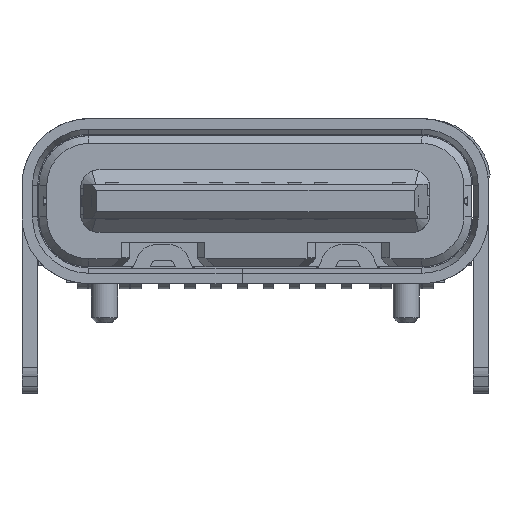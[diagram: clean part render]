
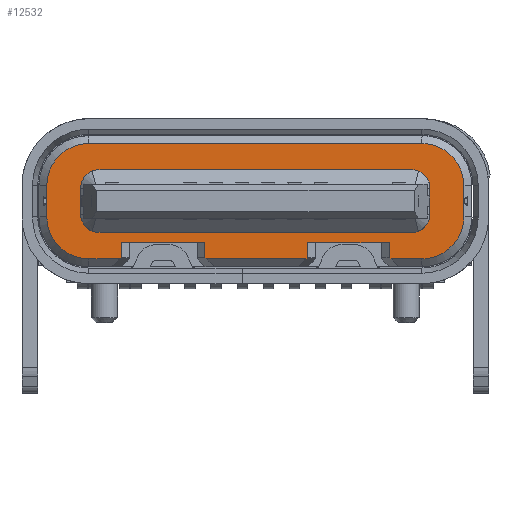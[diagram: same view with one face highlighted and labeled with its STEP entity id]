
A CAD part, front view. The second image highlights one B-rep face of the part: STEP entity #12532.
In plain terms, the highlighted face is planar.
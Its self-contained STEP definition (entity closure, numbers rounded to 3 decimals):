
#548=CIRCLE('',#15809,0.35);
#549=CIRCLE('',#15812,0.35);
#550=CIRCLE('',#15815,0.35);
#551=CIRCLE('',#15818,0.35);
#552=CIRCLE('',#15837,0.804);
#553=CIRCLE('',#15855,0.804);
#554=CIRCLE('',#15862,0.804);
#555=CIRCLE('',#15863,0.804);
#3540=ORIENTED_EDGE('',*,*,#5791,.T.);
#3541=ORIENTED_EDGE('',*,*,#5792,.F.);
#3542=ORIENTED_EDGE('',*,*,#5793,.T.);
#3543=ORIENTED_EDGE('',*,*,#5794,.F.);
#3544=ORIENTED_EDGE('',*,*,#5709,.T.);
#3545=ORIENTED_EDGE('',*,*,#5698,.F.);
#3546=ORIENTED_EDGE('',*,*,#5694,.F.);
#3547=ORIENTED_EDGE('',*,*,#5692,.T.);
#3548=ORIENTED_EDGE('',*,*,#5691,.F.);
#3549=ORIENTED_EDGE('',*,*,#5688,.F.);
#3550=ORIENTED_EDGE('',*,*,#5686,.F.);
#3551=ORIENTED_EDGE('',*,*,#5683,.F.);
#3552=ORIENTED_EDGE('',*,*,#5679,.F.);
#3553=ORIENTED_EDGE('',*,*,#5677,.F.);
#3554=ORIENTED_EDGE('',*,*,#5675,.F.);
#3555=ORIENTED_EDGE('',*,*,#5673,.F.);
#3556=ORIENTED_EDGE('',*,*,#5671,.F.);
#3557=ORIENTED_EDGE('',*,*,#5669,.F.);
#3558=ORIENTED_EDGE('',*,*,#5778,.T.);
#3559=ORIENTED_EDGE('',*,*,#5795,.F.);
#3560=ORIENTED_EDGE('',*,*,#5665,.T.);
#3561=ORIENTED_EDGE('',*,*,#5664,.F.);
#3562=ORIENTED_EDGE('',*,*,#5661,.T.);
#3563=ORIENTED_EDGE('',*,*,#5659,.T.);
#3564=ORIENTED_EDGE('',*,*,#5658,.T.);
#3565=ORIENTED_EDGE('',*,*,#5656,.T.);
#3566=ORIENTED_EDGE('',*,*,#5653,.T.);
#3567=ORIENTED_EDGE('',*,*,#5652,.T.);
#5652=EDGE_CURVE('',#7002,#7003,#8344,.T.);
#5653=EDGE_CURVE('',#7004,#7002,#548,.T.);
#5656=EDGE_CURVE('',#7005,#7004,#8347,.T.);
#5658=EDGE_CURVE('',#7006,#7005,#549,.T.);
#5659=EDGE_CURVE('',#7007,#7006,#8349,.T.);
#5661=EDGE_CURVE('',#7008,#7007,#550,.T.);
#5664=EDGE_CURVE('',#7008,#7009,#8353,.T.);
#5665=EDGE_CURVE('',#7003,#7009,#551,.T.);
#5669=EDGE_CURVE('',#7013,#7010,#8357,.T.);
#5671=EDGE_CURVE('',#7010,#7014,#8359,.T.);
#5673=EDGE_CURVE('',#7014,#7015,#8361,.T.);
#5675=EDGE_CURVE('',#7015,#7016,#8363,.T.);
#5677=EDGE_CURVE('',#7016,#7017,#8365,.T.);
#5679=EDGE_CURVE('',#7017,#7018,#8367,.T.);
#5683=EDGE_CURVE('',#7018,#7021,#8371,.T.);
#5686=EDGE_CURVE('',#7021,#7022,#8374,.T.);
#5688=EDGE_CURVE('',#7022,#7023,#8376,.T.);
#5691=EDGE_CURVE('',#7023,#7024,#8379,.T.);
#5692=EDGE_CURVE('',#7025,#7024,#8380,.T.);
#5694=EDGE_CURVE('',#7025,#7026,#8382,.T.);
#5698=EDGE_CURVE('',#7026,#7029,#8386,.T.);
#5709=EDGE_CURVE('',#7036,#7029,#552,.T.);
#5778=EDGE_CURVE('',#7013,#7103,#553,.T.);
#5791=EDGE_CURVE('',#7112,#7113,#554,.T.);
#5792=EDGE_CURVE('',#7114,#7113,#8475,.T.);
#5793=EDGE_CURVE('',#7114,#7115,#555,.T.);
#5794=EDGE_CURVE('',#7036,#7115,#8476,.T.);
#5795=EDGE_CURVE('',#7112,#7103,#8477,.T.);
#7002=VERTEX_POINT('',#22375);
#7003=VERTEX_POINT('',#22377);
#7004=VERTEX_POINT('',#22381);
#7005=VERTEX_POINT('',#22385);
#7006=VERTEX_POINT('',#22389);
#7007=VERTEX_POINT('',#22393);
#7008=VERTEX_POINT('',#22397);
#7009=VERTEX_POINT('',#22401);
#7010=VERTEX_POINT('',#22407);
#7013=VERTEX_POINT('',#22412);
#7014=VERTEX_POINT('',#22417);
#7015=VERTEX_POINT('',#22421);
#7016=VERTEX_POINT('',#22425);
#7017=VERTEX_POINT('',#22429);
#7018=VERTEX_POINT('',#22433);
#7021=VERTEX_POINT('',#22441);
#7022=VERTEX_POINT('',#22446);
#7023=VERTEX_POINT('',#22450);
#7024=VERTEX_POINT('',#22454);
#7025=VERTEX_POINT('',#22458);
#7026=VERTEX_POINT('',#22462);
#7029=VERTEX_POINT('',#22470);
#7036=VERTEX_POINT('',#22493);
#7103=VERTEX_POINT('',#22653);
#7112=VERTEX_POINT('',#22682);
#7113=VERTEX_POINT('',#22683);
#7114=VERTEX_POINT('',#22685);
#7115=VERTEX_POINT('',#22687);
#8344=LINE('',#22378,#9790);
#8347=LINE('',#22386,#9793);
#8349=LINE('',#22392,#9795);
#8353=LINE('',#22402,#9799);
#8357=LINE('',#22413,#9803);
#8359=LINE('',#22416,#9805);
#8361=LINE('',#22420,#9807);
#8363=LINE('',#22424,#9809);
#8365=LINE('',#22428,#9811);
#8367=LINE('',#22432,#9813);
#8371=LINE('',#22440,#9817);
#8374=LINE('',#22445,#9820);
#8376=LINE('',#22449,#9822);
#8379=LINE('',#22455,#9825);
#8380=LINE('',#22457,#9826);
#8382=LINE('',#22461,#9828);
#8386=LINE('',#22469,#9832);
#8475=LINE('',#22684,#9921);
#8476=LINE('',#22688,#9922);
#8477=LINE('',#22689,#9923);
#9790=VECTOR('',#18679,1000.);
#9793=VECTOR('',#18688,1000.);
#9795=VECTOR('',#18696,1000.);
#9799=VECTOR('',#18706,1000.);
#9803=VECTOR('',#18716,1000.);
#9805=VECTOR('',#18720,1000.);
#9807=VECTOR('',#18724,1000.);
#9809=VECTOR('',#18728,1000.);
#9811=VECTOR('',#18732,1000.);
#9813=VECTOR('',#18736,1000.);
#9817=VECTOR('',#18742,1000.);
#9820=VECTOR('',#18747,1000.);
#9822=VECTOR('',#18751,1000.);
#9825=VECTOR('',#18756,1000.);
#9826=VECTOR('',#18759,1000.);
#9828=VECTOR('',#18763,1000.);
#9832=VECTOR('',#18769,1000.);
#9921=VECTOR('',#18920,1000.);
#9922=VECTOR('',#18923,1000.);
#9923=VECTOR('',#18924,1000.);
#10718=EDGE_LOOP('',(#3540,#3541,#3542,#3543,#3544,#3545,#3546,#3547,#3548,
#3549,#3550,#3551,#3552,#3553,#3554,#3555,#3556,#3557,#3558,#3559));
#10719=EDGE_LOOP('',(#3560,#3561,#3562,#3563,#3564,#3565,#3566,#3567));
#11404=FACE_BOUND('',#10718,.T.);
#11405=FACE_BOUND('',#10719,.T.);
#11903=PLANE('',#15861);
#12532=ADVANCED_FACE('',(#11404,#11405),#11903,.T.);
#15809=AXIS2_PLACEMENT_3D('',#22380,#18682,#18683);
#15812=AXIS2_PLACEMENT_3D('',#22390,#18692,#18693);
#15815=AXIS2_PLACEMENT_3D('',#22396,#18700,#18701);
#15818=AXIS2_PLACEMENT_3D('',#22404,#18709,#18710);
#15837=AXIS2_PLACEMENT_3D('',#22492,#18790,#18791);
#15855=AXIS2_PLACEMENT_3D('',#22654,#18892,#18893);
#15861=AXIS2_PLACEMENT_3D('',#22680,#18916,#18917);
#15862=AXIS2_PLACEMENT_3D('',#22681,#18918,#18919);
#15863=AXIS2_PLACEMENT_3D('',#22686,#18921,#18922);
#18679=DIRECTION('',(-1.,0.,0.));
#18682=DIRECTION('',(0.,-1.,0.));
#18683=DIRECTION('',(-1.,0.,0.));
#18688=DIRECTION('',(0.,0.,1.));
#18692=DIRECTION('',(0.,-1.,0.));
#18693=DIRECTION('',(-1.,0.,0.));
#18696=DIRECTION('',(1.,0.,0.));
#18700=DIRECTION('',(0.,-1.,0.));
#18701=DIRECTION('',(-1.,0.,0.));
#18706=DIRECTION('',(0.,0.,1.));
#18709=DIRECTION('',(0.,-1.,0.));
#18710=DIRECTION('',(-1.,0.,0.));
#18716=DIRECTION('',(1.,0.,0.));
#18720=DIRECTION('',(0.894,0.,0.447));
#18724=DIRECTION('',(0.,0.,1.));
#18728=DIRECTION('',(1.,0.,0.));
#18732=DIRECTION('',(0.,0.,-1.));
#18736=DIRECTION('',(0.894,0.,-0.447));
#18742=DIRECTION('',(1.,0.,0.));
#18747=DIRECTION('',(0.894,0.,0.447));
#18751=DIRECTION('',(0.,0.,1.));
#18756=DIRECTION('',(1.,0.,0.));
#18759=DIRECTION('',(0.,0.,1.));
#18763=DIRECTION('',(0.894,0.,-0.447));
#18769=DIRECTION('',(1.,0.,0.));
#18790=DIRECTION('',(0.,1.,0.));
#18791=DIRECTION('',(-1.,0.,0.));
#18892=DIRECTION('',(0.,1.,0.));
#18893=DIRECTION('',(-1.,0.,0.));
#18916=DIRECTION('',(0.,1.,0.));
#18917=DIRECTION('',(-1.,0.,0.));
#18918=DIRECTION('',(0.,1.,0.));
#18919=DIRECTION('',(-1.,0.,0.));
#18920=DIRECTION('',(-1.,0.,0.));
#18921=DIRECTION('',(0.,1.,0.));
#18922=DIRECTION('',(-1.,0.,0.));
#18923=DIRECTION('',(0.,0.,1.));
#18924=DIRECTION('',(0.,0.,-1.));
#22375=CARTESIAN_POINT('',(2.995,6.35,2.28));
#22377=CARTESIAN_POINT('',(-2.995,6.35,2.28));
#22378=CARTESIAN_POINT('',(-1.143,6.35,2.28));
#22380=CARTESIAN_POINT('',(2.995,6.35,1.93));
#22381=CARTESIAN_POINT('',(3.345,6.35,1.93));
#22385=CARTESIAN_POINT('',(3.345,6.35,1.43));
#22386=CARTESIAN_POINT('',(3.345,6.35,0.385));
#22389=CARTESIAN_POINT('',(2.995,6.35,1.08));
#22390=CARTESIAN_POINT('',(2.995,6.35,1.43));
#22392=CARTESIAN_POINT('',(-1.143,6.35,1.08));
#22393=CARTESIAN_POINT('',(-2.995,6.35,1.08));
#22396=CARTESIAN_POINT('',(-2.995,6.35,1.43));
#22397=CARTESIAN_POINT('',(-3.345,6.35,1.43));
#22401=CARTESIAN_POINT('',(-3.345,6.35,1.93));
#22402=CARTESIAN_POINT('',(-3.345,6.35,1.944));
#22404=CARTESIAN_POINT('',(-2.995,6.35,1.93));
#22407=CARTESIAN_POINT('',(-2.599,6.35,0.575));
#22412=CARTESIAN_POINT('',(-3.191,6.35,0.575));
#22413=CARTESIAN_POINT('',(-1.004,6.35,0.575));
#22416=CARTESIAN_POINT('',(-2.634,6.35,0.558));
#22417=CARTESIAN_POINT('',(-2.565,6.35,0.592));
#22420=CARTESIAN_POINT('',(-2.565,6.35,0.578));
#22421=CARTESIAN_POINT('',(-2.565,6.35,0.88));
#22424=CARTESIAN_POINT('',(0.167,6.35,0.88));
#22425=CARTESIAN_POINT('',(-1.,6.35,0.88));
#22428=CARTESIAN_POINT('',(-1.,6.35,0.578));
#22429=CARTESIAN_POINT('',(-1.,6.35,0.592));
#22432=CARTESIAN_POINT('',(-0.988,6.35,0.586));
#22433=CARTESIAN_POINT('',(-0.966,6.35,0.575));
#22440=CARTESIAN_POINT('',(-1.004,6.35,0.575));
#22441=CARTESIAN_POINT('',(0.931,6.35,0.575));
#22445=CARTESIAN_POINT('',(0.896,6.35,0.558));
#22446=CARTESIAN_POINT('',(0.965,6.35,0.592));
#22449=CARTESIAN_POINT('',(0.965,6.35,1.094));
#22450=CARTESIAN_POINT('',(0.965,6.35,0.88));
#22454=CARTESIAN_POINT('',(2.565,6.35,0.88));
#22455=CARTESIAN_POINT('',(0.167,6.35,0.88));
#22457=CARTESIAN_POINT('',(2.565,6.35,0.385));
#22458=CARTESIAN_POINT('',(2.565,6.35,0.592));
#22461=CARTESIAN_POINT('',(2.577,6.35,0.586));
#22462=CARTESIAN_POINT('',(2.599,6.35,0.575));
#22469=CARTESIAN_POINT('',(-1.004,6.35,0.575));
#22470=CARTESIAN_POINT('',(3.191,6.35,0.575));
#22492=CARTESIAN_POINT('',(3.191,6.35,1.38));
#22493=CARTESIAN_POINT('',(3.995,6.35,1.38));
#22653=CARTESIAN_POINT('',(-3.995,6.35,1.38));
#22654=CARTESIAN_POINT('',(-3.191,6.35,1.38));
#22680=CARTESIAN_POINT('',(-1.143,6.35,0.385));
#22681=CARTESIAN_POINT('',(-3.191,6.35,1.981));
#22682=CARTESIAN_POINT('',(-3.995,6.35,1.981));
#22683=CARTESIAN_POINT('',(-3.191,6.35,2.785));
#22684=CARTESIAN_POINT('',(-0.953,6.35,2.785));
#22685=CARTESIAN_POINT('',(3.191,6.35,2.785));
#22686=CARTESIAN_POINT('',(3.191,6.35,1.981));
#22687=CARTESIAN_POINT('',(3.995,6.35,1.981));
#22688=CARTESIAN_POINT('',(3.995,6.35,1.361));
#22689=CARTESIAN_POINT('',(-3.995,6.35,1.999));
